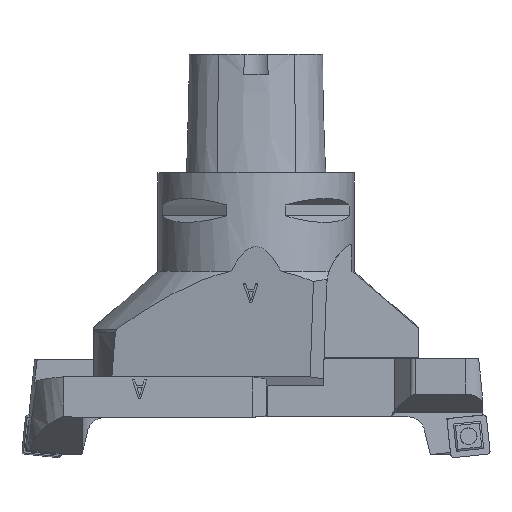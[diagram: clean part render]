
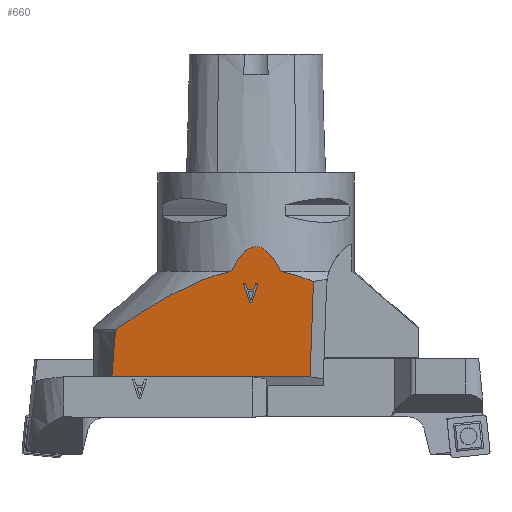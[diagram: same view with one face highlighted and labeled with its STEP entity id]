
A CAD part, front view. The second image highlights one B-rep face of the part: STEP entity #660.
In plain terms, the highlighted planar face has unit normal (0, -0.991, -0.131).
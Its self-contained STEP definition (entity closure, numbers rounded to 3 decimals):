
#352=FACE_BOUND('',#1274,.T.);
#353=FACE_BOUND('',#1275,.T.);
#488=ELLIPSE('',#4747,241.331,31.5);
#498=ELLIPSE('',#4761,406.049,53.);
#660=ADVANCED_FACE('',(#352,#353),#839,.F.);
#839=PLANE('',#4762);
#1274=EDGE_LOOP('',(#2336,#2337,#2338,#2339,#2340,#2341,#2342,#2343));
#1275=EDGE_LOOP('',(#2344,#2345,#2346,#2347,#2348,#2349,#2350));
#1431=B_SPLINE_CURVE_WITH_KNOTS('',3,(#7287,#7288,#7289,#7290),
 .UNSPECIFIED.,.F.,.F.,(4,4),(0.,1.),.UNSPECIFIED.);
#1432=B_SPLINE_CURVE_WITH_KNOTS('',3,(#7293,#7294,#7295,#7296),
 .UNSPECIFIED.,.F.,.F.,(4,4),(0.,1.),.UNSPECIFIED.);
#1433=B_SPLINE_CURVE_WITH_KNOTS('',3,(#7298,#7299,#7300,#7301),
 .UNSPECIFIED.,.F.,.F.,(4,4),(0.,1.),.UNSPECIFIED.);
#1434=B_SPLINE_CURVE_WITH_KNOTS('',3,(#7303,#7304,#7305,#7306),
 .UNSPECIFIED.,.F.,.F.,(4,4),(0.,1.),.UNSPECIFIED.);
#1435=B_SPLINE_CURVE_WITH_KNOTS('',3,(#7308,#7309,#7310,#7311),
 .UNSPECIFIED.,.F.,.F.,(4,4),(0.,1.),.UNSPECIFIED.);
#1436=B_SPLINE_CURVE_WITH_KNOTS('',3,(#7313,#7314,#7315,#7316),
 .UNSPECIFIED.,.F.,.F.,(4,4),(0.,1.),.UNSPECIFIED.);
#1437=B_SPLINE_CURVE_WITH_KNOTS('',3,(#7318,#7319,#7320,#7321),
 .UNSPECIFIED.,.F.,.F.,(4,4),(0.,1.),.UNSPECIFIED.);
#1438=B_SPLINE_CURVE_WITH_KNOTS('',3,(#7323,#7324,#7325,#7326),
 .UNSPECIFIED.,.F.,.F.,(4,4),(0.,1.),.UNSPECIFIED.);
#1439=B_SPLINE_CURVE_WITH_KNOTS('',3,(#7330,#7331,#7332,#7333),
 .UNSPECIFIED.,.F.,.F.,(4,4),(0.,1.),.UNSPECIFIED.);
#1440=B_SPLINE_CURVE_WITH_KNOTS('',3,(#7334,#7335,#7336,#7337,#7338,#7339,
#7340,#7341),.UNSPECIFIED.,.F.,.F.,(4,2,2,4),(0.,0.5,0.75,1.),
 .UNSPECIFIED.);
#1441=B_SPLINE_CURVE_WITH_KNOTS('',3,(#7343,#7344,#7345,#7346),
 .UNSPECIFIED.,.F.,.F.,(4,4),(0.,1.),.UNSPECIFIED.);
#2336=ORIENTED_EDGE('',*,*,#3522,.T.);
#2337=ORIENTED_EDGE('',*,*,#3523,.T.);
#2338=ORIENTED_EDGE('',*,*,#3524,.T.);
#2339=ORIENTED_EDGE('',*,*,#3525,.T.);
#2340=ORIENTED_EDGE('',*,*,#3526,.T.);
#2341=ORIENTED_EDGE('',*,*,#3527,.T.);
#2342=ORIENTED_EDGE('',*,*,#3528,.T.);
#2343=ORIENTED_EDGE('',*,*,#3529,.T.);
#2344=ORIENTED_EDGE('',*,*,#3530,.T.);
#2345=ORIENTED_EDGE('',*,*,#3531,.F.);
#2346=ORIENTED_EDGE('',*,*,#3499,.F.);
#2347=ORIENTED_EDGE('',*,*,#3532,.F.);
#2348=ORIENTED_EDGE('',*,*,#3533,.F.);
#2349=ORIENTED_EDGE('',*,*,#3534,.F.);
#2350=ORIENTED_EDGE('',*,*,#3535,.T.);
#2973=VERTEX_POINT('',#7235);
#2974=VERTEX_POINT('',#7237);
#2996=VERTEX_POINT('',#7291);
#2997=VERTEX_POINT('',#7292);
#2998=VERTEX_POINT('',#7297);
#2999=VERTEX_POINT('',#7302);
#3000=VERTEX_POINT('',#7307);
#3001=VERTEX_POINT('',#7312);
#3002=VERTEX_POINT('',#7317);
#3003=VERTEX_POINT('',#7322);
#3004=VERTEX_POINT('',#7328);
#3005=VERTEX_POINT('',#7329);
#3006=VERTEX_POINT('',#7342);
#3007=VERTEX_POINT('',#7347);
#3008=VERTEX_POINT('',#7349);
#3499=EDGE_CURVE('',#2973,#2974,#488,.T.);
#3522=EDGE_CURVE('',#2996,#2997,#1431,.T.);
#3523=EDGE_CURVE('',#2997,#2998,#1432,.T.);
#3524=EDGE_CURVE('',#2998,#2999,#1433,.T.);
#3525=EDGE_CURVE('',#2999,#3000,#1434,.T.);
#3526=EDGE_CURVE('',#3000,#3001,#1435,.T.);
#3527=EDGE_CURVE('',#3001,#3002,#1436,.T.);
#3528=EDGE_CURVE('',#3002,#3003,#1437,.T.);
#3529=EDGE_CURVE('',#3003,#2996,#1438,.T.);
#3530=EDGE_CURVE('',#3004,#3005,#3952,.T.);
#3531=EDGE_CURVE('',#2974,#3005,#1439,.T.);
#3532=EDGE_CURVE('',#3006,#2973,#1440,.T.);
#3533=EDGE_CURVE('',#3007,#3006,#1441,.T.);
#3534=EDGE_CURVE('',#3008,#3007,#498,.T.);
#3535=EDGE_CURVE('',#3008,#3004,#3953,.T.);
#3952=LINE('',#7327,#4303);
#3953=LINE('',#7350,#4304);
#4303=VECTOR('',#5650,1.);
#4304=VECTOR('',#5653,1.);
#4747=AXIS2_PLACEMENT_3D('',#7236,#5613,#5614);
#4761=AXIS2_PLACEMENT_3D('',#7348,#5651,#5652);
#4762=AXIS2_PLACEMENT_3D('',#7351,#5654,#5655);
#5613=DIRECTION('',(0.,0.991,0.131));
#5614=DIRECTION('',(0.,-0.131,0.991));
#5650=DIRECTION('',(0.035,-0.13,0.991));
#5651=DIRECTION('',(0.,0.991,0.131));
#5652=DIRECTION('',(0.,-0.131,0.991));
#5653=DIRECTION('',(1.,0.,0.));
#5654=DIRECTION('',(0.,0.991,0.131));
#5655=DIRECTION('',(0.,0.131,-0.991));
#7235=CARTESIAN_POINT('',(-8.039,-30.457,-31.543));
#7236=CARTESIAN_POINT('',(0.,0.,-262.888));
#7237=CARTESIAN_POINT('',(8.039,-30.457,-31.543));
#7287=CARTESIAN_POINT('',(-0.674,-29.685,-37.405));
#7288=CARTESIAN_POINT('',(-0.498,-29.764,-36.804));
#7289=CARTESIAN_POINT('',(-0.322,-29.843,-36.204));
#7290=CARTESIAN_POINT('',(-0.146,-29.923,-35.603));
#7291=CARTESIAN_POINT('',(-0.674,-29.685,-37.405));
#7292=CARTESIAN_POINT('',(-0.146,-29.923,-35.603));
#7293=CARTESIAN_POINT('',(-0.146,-29.923,-35.603));
#7294=CARTESIAN_POINT('',(0.079,-29.923,-35.603));
#7295=CARTESIAN_POINT('',(0.303,-29.923,-35.603));
#7296=CARTESIAN_POINT('',(0.528,-29.923,-35.603));
#7297=CARTESIAN_POINT('',(0.528,-29.923,-35.603));
#7298=CARTESIAN_POINT('',(0.528,-29.923,-35.603));
#7299=CARTESIAN_POINT('',(-0.086,-29.661,-37.586));
#7300=CARTESIAN_POINT('',(-0.701,-29.4,-39.569));
#7301=CARTESIAN_POINT('',(-1.315,-29.139,-41.552));
#7302=CARTESIAN_POINT('',(-1.315,-29.139,-41.552));
#7303=CARTESIAN_POINT('',(-1.315,-29.139,-41.552));
#7304=CARTESIAN_POINT('',(-1.543,-29.139,-41.552));
#7305=CARTESIAN_POINT('',(-1.772,-29.139,-41.552));
#7306=CARTESIAN_POINT('',(-2.,-29.139,-41.552));
#7307=CARTESIAN_POINT('',(-2.,-29.139,-41.552));
#7308=CARTESIAN_POINT('',(-2.,-29.139,-41.552));
#7309=CARTESIAN_POINT('',(-2.655,-29.4,-39.569));
#7310=CARTESIAN_POINT('',(-3.309,-29.661,-37.586));
#7311=CARTESIAN_POINT('',(-3.964,-29.923,-35.603));
#7312=CARTESIAN_POINT('',(-3.964,-29.923,-35.603));
#7313=CARTESIAN_POINT('',(-3.964,-29.923,-35.603));
#7314=CARTESIAN_POINT('',(-3.723,-29.923,-35.603));
#7315=CARTESIAN_POINT('',(-3.481,-29.923,-35.603));
#7316=CARTESIAN_POINT('',(-3.24,-29.923,-35.603));
#7317=CARTESIAN_POINT('',(-3.24,-29.923,-35.603));
#7318=CARTESIAN_POINT('',(-3.24,-29.923,-35.603));
#7319=CARTESIAN_POINT('',(-3.054,-29.843,-36.204));
#7320=CARTESIAN_POINT('',(-2.867,-29.764,-36.804));
#7321=CARTESIAN_POINT('',(-2.68,-29.685,-37.405));
#7322=CARTESIAN_POINT('',(-2.68,-29.685,-37.405));
#7323=CARTESIAN_POINT('',(-2.68,-29.685,-37.405));
#7324=CARTESIAN_POINT('',(-2.012,-29.685,-37.405));
#7325=CARTESIAN_POINT('',(-1.343,-29.685,-37.405));
#7326=CARTESIAN_POINT('',(-0.674,-29.685,-37.405));
#7327=CARTESIAN_POINT('',(19.682,-34.846,1.796));
#7328=CARTESIAN_POINT('',(17.338,-26.009,-65.329));
#7329=CARTESIAN_POINT('',(18.405,-30.031,-34.779));
#7330=CARTESIAN_POINT('',(8.039,-30.457,-31.543));
#7331=CARTESIAN_POINT('',(11.626,-30.363,-32.26));
#7332=CARTESIAN_POINT('',(15.061,-30.213,-33.395));
#7333=CARTESIAN_POINT('',(18.405,-30.031,-34.779));
#7334=CARTESIAN_POINT('',(-44.667,-28.027,-50.));
#7335=CARTESIAN_POINT('',(-39.019,-28.543,-46.08));
#7336=CARTESIAN_POINT('',(-33.273,-29.037,-42.331));
#7337=CARTESIAN_POINT('',(-24.251,-29.684,-37.418));
#7338=CARTESIAN_POINT('',(-21.174,-29.883,-35.902));
#7339=CARTESIAN_POINT('',(-14.775,-30.225,-33.303));
#7340=CARTESIAN_POINT('',(-11.452,-30.367,-32.225));
#7341=CARTESIAN_POINT('',(-8.039,-30.457,-31.543));
#7342=CARTESIAN_POINT('',(-44.667,-28.027,-50.));
#7343=CARTESIAN_POINT('',(-45.065,-27.896,-51.));
#7344=CARTESIAN_POINT('',(-44.933,-27.939,-50.667));
#7345=CARTESIAN_POINT('',(-44.8,-27.983,-50.333));
#7346=CARTESIAN_POINT('',(-44.667,-28.027,-50.));
#7347=CARTESIAN_POINT('',(-45.065,-27.896,-51.));
#7348=CARTESIAN_POINT('',(0.,0.,-262.888));
#7349=CARTESIAN_POINT('',(-46.179,-26.009,-65.329));
#7350=CARTESIAN_POINT('',(58.3,-26.009,-65.329));
#7351=CARTESIAN_POINT('',(58.3,-33.557,-8.));
